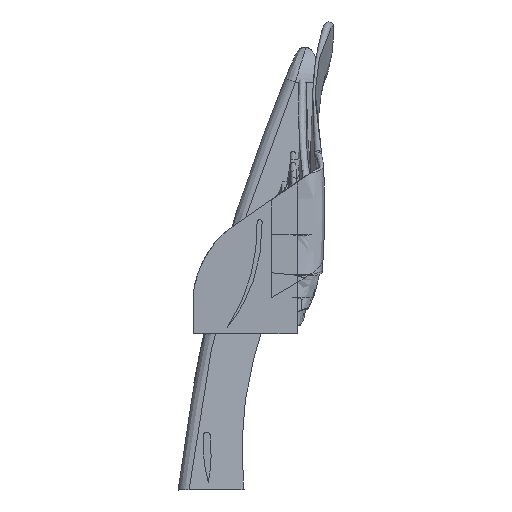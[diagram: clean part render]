
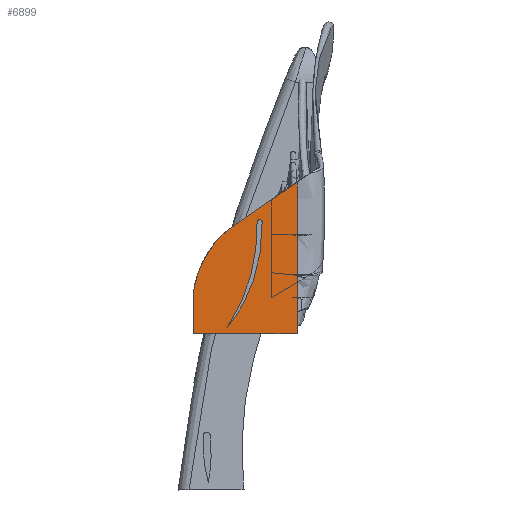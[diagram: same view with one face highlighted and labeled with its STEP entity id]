
A CAD part, left-side view. The second image highlights one B-rep face of the part: STEP entity #6899.
In plain terms, the highlighted free-form (B-spline) face has degree [1, 1] with [2, 2] control points.
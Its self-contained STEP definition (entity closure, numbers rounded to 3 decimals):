
#6832 = VERTEX_POINT('',#6833);
#6833 = CARTESIAN_POINT('',(19.881,32.553,
    865.864));
#6838 = EDGE_CURVE('',#6832,#6839,#6841,.T.);
#6839 = VERTEX_POINT('',#6840);
#6840 = CARTESIAN_POINT('',(19.881,32.553,
    806.271));
#6841 = B_SPLINE_CURVE_WITH_KNOTS('',1,(#6842,#6843),.UNSPECIFIED.,.F.,
  .F.,(2,2),(2.292,44.099),.PIECEWISE_BEZIER_KNOTS.);
#6842 = CARTESIAN_POINT('',(19.881,32.553,
    865.864));
#6843 = CARTESIAN_POINT('',(19.881,32.553,
    806.271));
#6875 = VERTEX_POINT('',#6876);
#6876 = CARTESIAN_POINT('',(19.881,73.351,
    806.271));
#6881 = EDGE_CURVE('',#6875,#6882,#6884,.T.);
#6882 = VERTEX_POINT('',#6883);
#6883 = CARTESIAN_POINT('',(19.881,73.351,
    820.495));
#6884 = B_SPLINE_CURVE_WITH_KNOTS('',1,(#6885,#6886),.UNSPECIFIED.,.F.,
  .F.,(2,2),(-44.099,-34.12),.PIECEWISE_BEZIER_KNOTS.);
#6885 = CARTESIAN_POINT('',(19.881,73.351,
    806.271));
#6886 = CARTESIAN_POINT('',(19.881,73.351,
    820.495));
#6899 = ADVANCED_FACE('',(#6900),#6922,.T.);
#6900 = FACE_BOUND('',#6901,.T.);
#6901 = EDGE_LOOP('',(#6902,#6903,#6908,#6909,#6916));
#6902 = ORIENTED_EDGE('',*,*,#6881,.F.);
#6903 = ORIENTED_EDGE('',*,*,#6904,.F.);
#6904 = EDGE_CURVE('',#6839,#6875,#6905,.T.);
#6905 = B_SPLINE_CURVE_WITH_KNOTS('',1,(#6906,#6907),.UNSPECIFIED.,.F.,
  .F.,(2,2),(-7.162,21.459),.PIECEWISE_BEZIER_KNOTS.);
#6906 = CARTESIAN_POINT('',(19.881,32.553,
    806.271));
#6907 = CARTESIAN_POINT('',(19.881,73.351,
    806.271));
#6908 = ORIENTED_EDGE('',*,*,#6838,.F.);
#6909 = ORIENTED_EDGE('',*,*,#6910,.F.);
#6910 = EDGE_CURVE('',#6911,#6832,#6913,.T.);
#6911 = VERTEX_POINT('',#6912);
#6912 = CARTESIAN_POINT('',(19.881,59.192,
    847.476));
#6913 = B_SPLINE_CURVE_WITH_KNOTS('',1,(#6914,#6915),.UNSPECIFIED.,.F.,
  .F.,(2,2),(303.585,326.294),.PIECEWISE_BEZIER_KNOTS.);
#6914 = CARTESIAN_POINT('',(19.881,59.192,
    847.476));
#6915 = CARTESIAN_POINT('',(19.881,32.553,
    865.864));
#6916 = ORIENTED_EDGE('',*,*,#6917,.F.);
#6917 = EDGE_CURVE('',#6882,#6911,#6918,.T.);
#6918 = ( BOUNDED_CURVE() B_SPLINE_CURVE(2,(#6919,#6920,#6921),
.UNSPECIFIED.,.F.,.F.) B_SPLINE_CURVE_WITH_KNOTS((3,3),(0.,1.),
.PIECEWISE_BEZIER_KNOTS.) CURVE() GEOMETRIC_REPRESENTATION_ITEM() 
RATIONAL_B_SPLINE_CURVE((1.,0.667,1.)) REPRESENTATION_ITEM('') 
  );
#6919 = CARTESIAN_POINT('',(19.881,73.351,
    820.495));
#6920 = CARTESIAN_POINT('',(19.881,73.351,
    837.701));
#6921 = CARTESIAN_POINT('',(19.881,59.192,
    847.476));
#6922 = B_SPLINE_SURFACE_WITH_KNOTS('',1,1,(
    (#6923,#6924)
    ,(#6925,#6926
    )),.UNSPECIFIED.,.F.,.F.,.F.,(2,2),(2,2),(-607.444,
    -565.637),(-51.459,-22.838),
  .PIECEWISE_BEZIER_KNOTS.);
#6923 = CARTESIAN_POINT('',(19.881,73.351,
    865.864));
#6924 = CARTESIAN_POINT('',(19.881,32.553,
    865.864));
#6925 = CARTESIAN_POINT('',(19.881,73.351,
    806.271));
#6926 = CARTESIAN_POINT('',(19.881,32.553,
    806.271));
